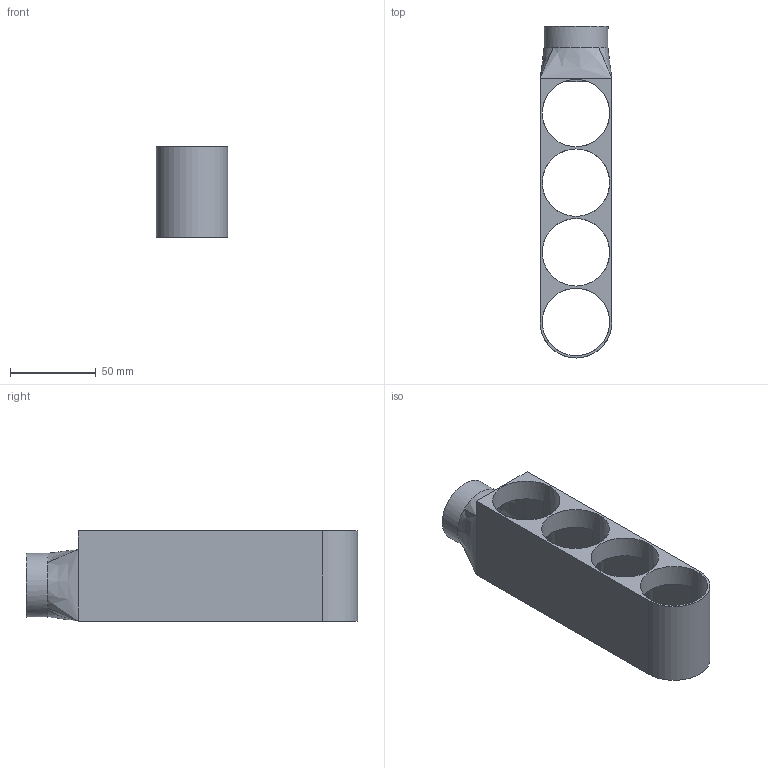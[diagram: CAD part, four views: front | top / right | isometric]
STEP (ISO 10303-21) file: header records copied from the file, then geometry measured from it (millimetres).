
FILE_DESCRIPTION(/* description */ (''),/* implementation_level */ '2;1');
FILE_NAME(/* name */ 'sucker4Holes.step',/* time_stamp */ '2023-06-13T18:43:24-07:00',/* author */ (''),/* organization */ (''),/* preprocessor_version */ 'ST-DEVELOPER v19.2',/* originating_system */ 'Autodesk Translation Framework v12.6.0.85',/* authorisation */ '');
FILE_SCHEMA (('AUTOMOTIVE_DESIGN { 1 0 10303 214 3 1 1 }'));
Length unit declared in the file: inch
Products named in the file (1): sucker4Holes
Bounding box: 41.91 x 193.68 x 52.7 mm (x, y, z)
Volume: 52256.1 mm3; surface area: 50819.4 mm2
Topology: 1 solids, 1 shells, 34 faces, 102 edges, 66 vertices
Faces by surface type: plane 19, bspline 8, cylinder 7
Full cylindrical faces by diameter (mm): 34.798 x1, 37.338 x1, 39.37 x4
Entity records: 1429 total; most frequent: CARTESIAN_POINT 470, ORIENTED_EDGE 204, DIRECTION 178, EDGE_CURVE 102, VERTEX_POINT 66, LINE 62, VECTOR 62, AXIS2_PLACEMENT_3D 58
